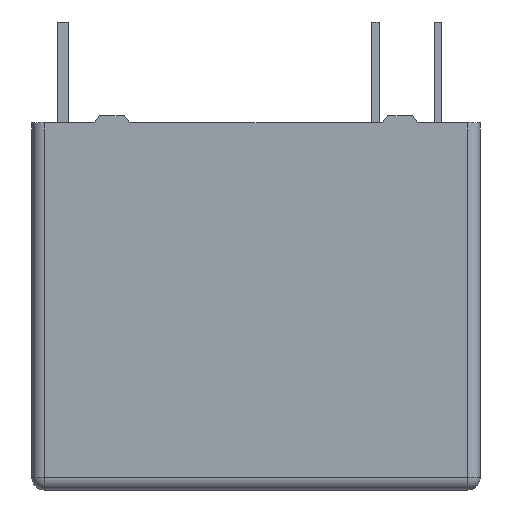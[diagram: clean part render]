
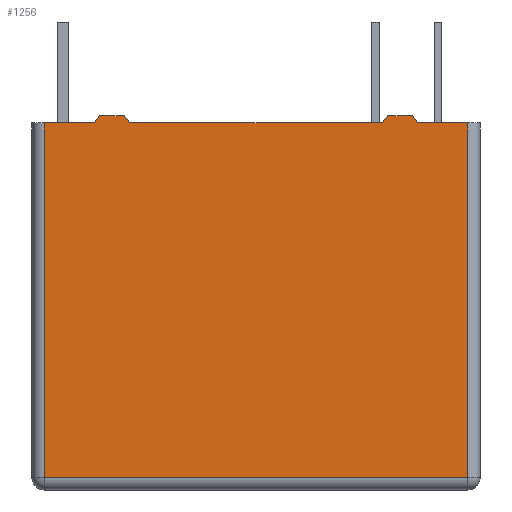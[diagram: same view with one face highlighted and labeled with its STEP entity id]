
A CAD part, front view. The second image highlights one B-rep face of the part: STEP entity #1256.
In plain terms, the highlighted planar face has unit normal (0, -1, 0).
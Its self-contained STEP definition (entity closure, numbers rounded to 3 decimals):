
#254=DIRECTION('',(-1.,0.,0.));
#255=VECTOR('',#254,2.035);
#256=CARTESIAN_POINT('',(8.6,-5.1,0.));
#257=LINE('',#256,#255);
#266=DIRECTION('',(-1.,0.,0.));
#267=VECTOR('',#266,10.269);
#268=CARTESIAN_POINT('',(5.135,-5.1,0.));
#269=LINE('',#268,#267);
#278=DIRECTION('',(-1.,0.,0.));
#279=VECTOR('',#278,2.035);
#280=CARTESIAN_POINT('',(-6.565,-5.1,0.));
#281=LINE('',#280,#279);
#410=DIRECTION('',(-1.,0.,0.));
#411=VECTOR('',#410,17.2);
#412=CARTESIAN_POINT('',(8.6,-5.1,-14.4));
#413=LINE('',#412,#411);
#414=DIRECTION('',(0.,0.,-1.));
#415=VECTOR('',#414,14.4);
#416=CARTESIAN_POINT('',(-8.6,-5.1,0.));
#417=LINE('',#416,#415);
#418=DIRECTION('',(0.,0.,-1.));
#419=VECTOR('',#418,14.4);
#420=CARTESIAN_POINT('',(8.6,-5.1,0.));
#421=LINE('',#420,#419);
#556=DIRECTION('',(1.,0.,0.));
#557=VECTOR('',#556,1.);
#558=CARTESIAN_POINT('',(5.35,-5.1,0.3));
#559=LINE('',#558,#557);
#564=DIRECTION('',(1.,0.,0.));
#565=VECTOR('',#564,1.);
#566=CARTESIAN_POINT('',(-6.35,-5.1,0.3));
#567=LINE('',#566,#565);
#600=DIRECTION('',(-0.583,0.,-0.812));
#601=VECTOR('',#600,0.369);
#602=CARTESIAN_POINT('',(5.35,-5.1,0.3));
#603=LINE('',#602,#601);
#608=DIRECTION('',(-0.583,0.,0.812));
#609=VECTOR('',#608,0.369);
#610=CARTESIAN_POINT('',(6.565,-5.1,0.));
#611=LINE('',#610,#609);
#616=DIRECTION('',(-0.583,0.,0.812));
#617=VECTOR('',#616,0.369);
#618=CARTESIAN_POINT('',(-5.135,-5.1,0.));
#619=LINE('',#618,#617);
#632=DIRECTION('',(-0.583,0.,-0.812));
#633=VECTOR('',#632,0.369);
#634=CARTESIAN_POINT('',(-6.35,-5.1,0.3));
#635=LINE('',#634,#633);
#758=CARTESIAN_POINT('',(8.6,-5.1,-14.4));
#759=CARTESIAN_POINT('',(-8.6,-5.1,-14.4));
#760=VERTEX_POINT('',#758);
#761=VERTEX_POINT('',#759);
#767=CARTESIAN_POINT('',(-8.6,-5.1,0.));
#769=VERTEX_POINT('',#767);
#770=CARTESIAN_POINT('',(8.6,-5.1,0.));
#772=VERTEX_POINT('',#770);
#815=CARTESIAN_POINT('',(5.135,-5.1,0.));
#817=VERTEX_POINT('',#815);
#819=CARTESIAN_POINT('',(5.35,-5.1,0.3));
#821=VERTEX_POINT('',#819);
#822=CARTESIAN_POINT('',(6.565,-5.1,0.));
#824=VERTEX_POINT('',#822);
#826=CARTESIAN_POINT('',(6.35,-5.1,0.3));
#828=VERTEX_POINT('',#826);
#830=CARTESIAN_POINT('',(-5.135,-5.1,0.));
#832=VERTEX_POINT('',#830);
#834=CARTESIAN_POINT('',(-5.35,-5.1,0.3));
#836=VERTEX_POINT('',#834);
#839=CARTESIAN_POINT('',(-6.565,-5.1,0.));
#841=VERTEX_POINT('',#839);
#843=CARTESIAN_POINT('',(-6.35,-5.1,0.3));
#845=VERTEX_POINT('',#843);
#1229=CARTESIAN_POINT('',(-9.1,-5.1,0.));
#1230=DIRECTION('',(0.,-1.,0.));
#1231=DIRECTION('',(1.,0.,0.));
#1232=AXIS2_PLACEMENT_3D('',#1229,#1230,#1231);
#1233=PLANE('',#1232);
#1235=ORIENTED_EDGE('',*,*,#1234,.T.);
#1236=ORIENTED_EDGE('',*,*,#1220,.F.);
#1237=ORIENTED_EDGE('',*,*,#897,.F.);
#1239=ORIENTED_EDGE('',*,*,#1238,.F.);
#1241=ORIENTED_EDGE('',*,*,#1240,.T.);
#1243=ORIENTED_EDGE('',*,*,#1242,.F.);
#1244=ORIENTED_EDGE('',*,*,#889,.F.);
#1246=ORIENTED_EDGE('',*,*,#1245,.F.);
#1248=ORIENTED_EDGE('',*,*,#1247,.T.);
#1250=ORIENTED_EDGE('',*,*,#1249,.F.);
#1251=ORIENTED_EDGE('',*,*,#881,.F.);
#1253=ORIENTED_EDGE('',*,*,#1252,.T.);
#1254=EDGE_LOOP('',(#1235,#1236,#1237,#1239,#1241,#1243,#1244,#1246,#1248,#1250,
#1251,#1253));
#1255=FACE_OUTER_BOUND('',#1254,.F.);
#881=EDGE_CURVE('',#772,#824,#257,.T.);
#889=EDGE_CURVE('',#817,#832,#269,.T.);
#897=EDGE_CURVE('',#841,#769,#281,.T.);
#1220=EDGE_CURVE('',#769,#761,#417,.T.);
#1234=EDGE_CURVE('',#760,#761,#413,.T.);
#1238=EDGE_CURVE('',#845,#841,#635,.T.);
#1240=EDGE_CURVE('',#845,#836,#567,.T.);
#1242=EDGE_CURVE('',#832,#836,#619,.T.);
#1245=EDGE_CURVE('',#821,#817,#603,.T.);
#1247=EDGE_CURVE('',#821,#828,#559,.T.);
#1249=EDGE_CURVE('',#824,#828,#611,.T.);
#1252=EDGE_CURVE('',#772,#760,#421,.T.);
#1256=ADVANCED_FACE('',(#1255),#1233,.T.);
